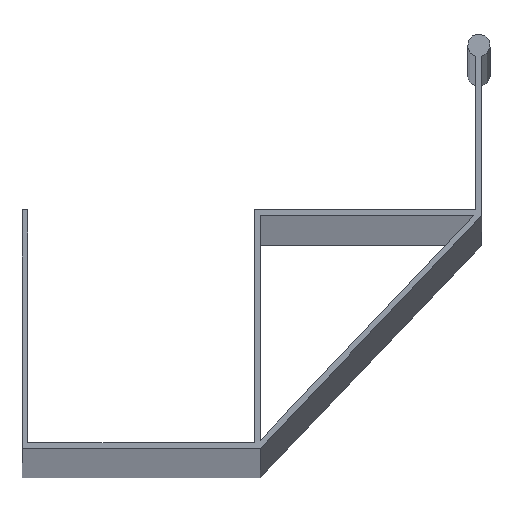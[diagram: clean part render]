
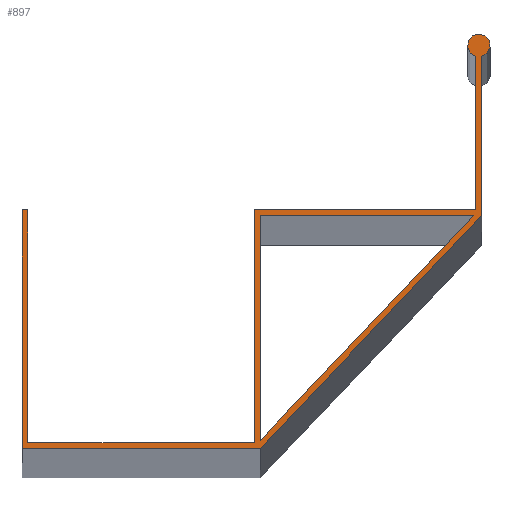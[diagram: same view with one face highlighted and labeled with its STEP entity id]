
A CAD part, top view. The second image highlights one B-rep face of the part: STEP entity #897.
In plain terms, the highlighted planar face has unit normal (0, 0, 1).
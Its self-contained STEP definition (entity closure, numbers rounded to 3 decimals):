
#503=DIRECTION('',(1.,0.,0.));
#504=VECTOR('',#503,42.);
#505=CARTESIAN_POINT('',(0.,0.,3000.));
#506=LINE('',#505,#504);
#510=DIRECTION('',(0.,-1.,0.));
#511=VECTOR('',#510,42.);
#512=CARTESIAN_POINT('',(0.,42.,3000.));
#513=LINE('',#512,#511);
#517=DIRECTION('',(-1.,0.,0.));
#518=VECTOR('',#517,1.);
#519=CARTESIAN_POINT('',(1.,42.,3000.));
#520=LINE('',#519,#518);
#524=DIRECTION('',(0.,1.,0.));
#525=VECTOR('',#524,41.);
#526=CARTESIAN_POINT('',(1.,1.,3000.));
#527=LINE('',#526,#525);
#531=DIRECTION('',(-1.,0.,0.));
#532=VECTOR('',#531,40.);
#533=CARTESIAN_POINT('',(41.,1.,3000.));
#534=LINE('',#533,#532);
#538=DIRECTION('',(0.,-1.,0.));
#539=VECTOR('',#538,41.);
#540=CARTESIAN_POINT('',(41.,42.,3000.));
#541=LINE('',#540,#539);
#545=DIRECTION('',(-1.,0.,0.));
#546=VECTOR('',#545,39.);
#547=CARTESIAN_POINT('',(80.,42.,3000.));
#548=LINE('',#547,#546);
#552=DIRECTION('',(0.,-1.,0.));
#553=VECTOR('',#552,27.064);
#554=CARTESIAN_POINT('',(80.,69.064,3000.));
#555=LINE('',#554,#553);
#559=CARTESIAN_POINT('',(80.5,71.,3000.));
#560=DIRECTION('',(0.,0.,1.));
#561=DIRECTION('',(0.25,-0.968,0.));
#562=AXIS2_PLACEMENT_3D('',#559,#560,#561);
#567=DIRECTION('',(0.,1.,0.));
#568=VECTOR('',#567,28.064);
#569=CARTESIAN_POINT('',(81.,41.,3000.));
#570=LINE('',#569,#568);
#574=DIRECTION('',(0.689,0.725,0.));
#575=VECTOR('',#574,56.586);
#576=CARTESIAN_POINT('',(42.,0.,3000.));
#577=LINE('',#576,#575);
#581=DIRECTION('',(0.,1.,0.));
#582=VECTOR('',#581,39.549);
#583=CARTESIAN_POINT('',(42.,1.451,3000.));
#584=LINE('',#583,#582);
#588=DIRECTION('',(-0.689,-0.725,0.));
#589=VECTOR('',#588,54.584);
#590=CARTESIAN_POINT('',(79.62,41.,3000.));
#591=LINE('',#590,#589);
#595=DIRECTION('',(1.,0.,0.));
#596=VECTOR('',#595,37.62);
#597=CARTESIAN_POINT('',(42.,41.,3000.));
#598=LINE('',#597,#596);
#651=CARTESIAN_POINT('',(0.,0.,3000.));
#652=CARTESIAN_POINT('',(42.,0.,3000.));
#653=VERTEX_POINT('',#651);
#654=VERTEX_POINT('',#652);
#655=CARTESIAN_POINT('',(81.,41.,3000.));
#656=VERTEX_POINT('',#655);
#657=CARTESIAN_POINT('',(81.,69.064,3000.));
#658=VERTEX_POINT('',#657);
#659=CARTESIAN_POINT('',(80.,69.064,3000.));
#660=VERTEX_POINT('',#659);
#661=CARTESIAN_POINT('',(80.,42.,3000.));
#662=VERTEX_POINT('',#661);
#663=CARTESIAN_POINT('',(41.,42.,3000.));
#664=VERTEX_POINT('',#663);
#665=CARTESIAN_POINT('',(41.,1.,3000.));
#666=VERTEX_POINT('',#665);
#667=CARTESIAN_POINT('',(1.,1.,3000.));
#668=VERTEX_POINT('',#667);
#669=CARTESIAN_POINT('',(1.,42.,3000.));
#670=VERTEX_POINT('',#669);
#671=CARTESIAN_POINT('',(0.,42.,3000.));
#672=VERTEX_POINT('',#671);
#673=CARTESIAN_POINT('',(42.,1.451,3000.));
#674=CARTESIAN_POINT('',(42.,41.,3000.));
#675=VERTEX_POINT('',#673);
#676=VERTEX_POINT('',#674);
#677=CARTESIAN_POINT('',(79.62,41.,3000.));
#678=VERTEX_POINT('',#677);
#871=CARTESIAN_POINT('',(0.,0.,3000.));
#872=DIRECTION('',(0.,0.,1.));
#873=DIRECTION('',(1.,0.,0.));
#874=AXIS2_PLACEMENT_3D('',#871,#872,#873);
#875=PLANE('',#874);
#876=ORIENTED_EDGE('',*,*,#725,.F.);
#877=ORIENTED_EDGE('',*,*,#740,.F.);
#878=ORIENTED_EDGE('',*,*,#754,.F.);
#879=ORIENTED_EDGE('',*,*,#768,.F.);
#880=ORIENTED_EDGE('',*,*,#782,.F.);
#881=ORIENTED_EDGE('',*,*,#796,.F.);
#882=ORIENTED_EDGE('',*,*,#810,.F.);
#883=ORIENTED_EDGE('',*,*,#824,.F.);
#884=ORIENTED_EDGE('',*,*,#838,.F.);
#885=ORIENTED_EDGE('',*,*,#852,.F.);
#886=ORIENTED_EDGE('',*,*,#865,.F.);
#887=EDGE_LOOP('',(#876,#877,#878,#879,#880,#881,#882,#883,#884,#885,#886));
#888=FACE_OUTER_BOUND('',#887,.F.);
#890=ORIENTED_EDGE('',*,*,#889,.F.);
#892=ORIENTED_EDGE('',*,*,#891,.F.);
#894=ORIENTED_EDGE('',*,*,#893,.F.);
#895=EDGE_LOOP('',(#890,#892,#894));
#896=FACE_BOUND('',#895,.F.);
#563=CIRCLE('',#562,2.);
#725=EDGE_CURVE('',#653,#654,#506,.T.);
#740=EDGE_CURVE('',#672,#653,#513,.T.);
#754=EDGE_CURVE('',#670,#672,#520,.T.);
#768=EDGE_CURVE('',#668,#670,#527,.T.);
#782=EDGE_CURVE('',#666,#668,#534,.T.);
#796=EDGE_CURVE('',#664,#666,#541,.T.);
#810=EDGE_CURVE('',#662,#664,#548,.T.);
#824=EDGE_CURVE('',#660,#662,#555,.T.);
#838=EDGE_CURVE('',#658,#660,#563,.T.);
#852=EDGE_CURVE('',#656,#658,#570,.T.);
#865=EDGE_CURVE('',#654,#656,#577,.T.);
#889=EDGE_CURVE('',#675,#676,#584,.T.);
#891=EDGE_CURVE('',#678,#675,#591,.T.);
#893=EDGE_CURVE('',#676,#678,#598,.T.);
#897=ADVANCED_FACE('',(#888,#896),#875,.T.);
